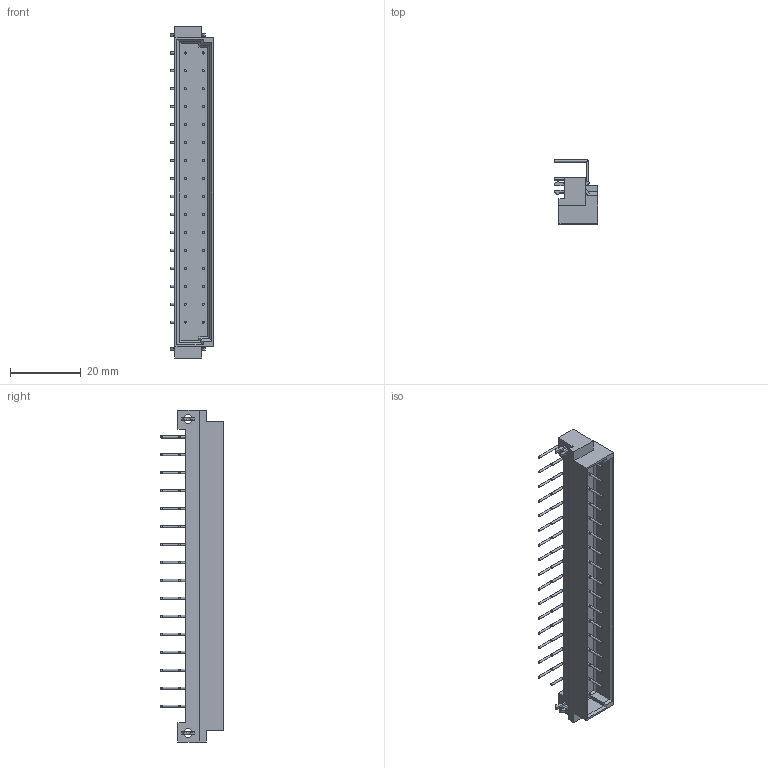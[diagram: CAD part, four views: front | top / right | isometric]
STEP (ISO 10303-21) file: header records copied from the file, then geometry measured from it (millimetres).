
FILE_DESCRIPTION(/* description */ (''),/* implementation_level */ '2;1');
FILE_NAME(/* name */ '100083147ugm000_b.stp',/* time_stamp */ '2017-03-03T08:30:17+01:00',/* author */ (''),/* organization */ (''),/* preprocessor_version */ 'ST-DEVELOPER v16',/* originating_system */ 'SIEMENS PLM Software NX 10.0',/* authorisation */ '');
FILE_SCHEMA (('AUTOMOTIVE_DESIGN { 1 0 10303 214 3 1 1 1 }'));
Length unit declared in the file: millimetre
Products named in the file (1): 100083147ugm000_b
Bounding box: 12.35 x 18.02 x 94 mm (x, y, z)
Volume: 5595 mm3; surface area: 6540 mm2
Topology: 3 solids, 3 shells, 377 faces, 902 edges, 532 vertices
Faces by surface type: plane 185, cylinder 160, sphere 32
Full cylindrical faces by diameter (mm): 0.6 x96, 2.5 x2
Entity records: 10669 total; most frequent: CARTESIAN_POINT 2066, DIRECTION 1784, ORIENTED_EDGE 1480, EDGE_CURVE 740, AXIS2_PLACEMENT_3D 698, EDGE_LOOP 544, VERTEX_POINT 532, LINE 388
